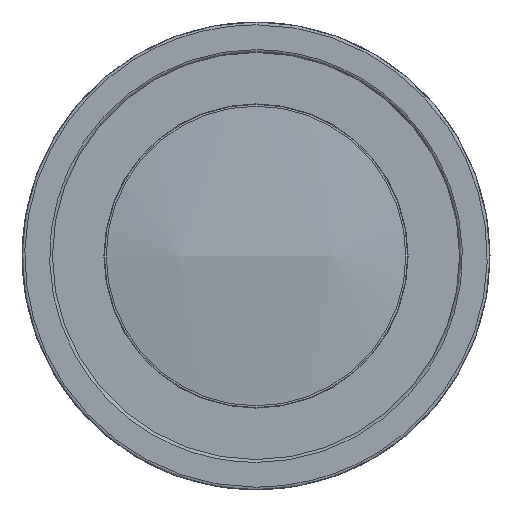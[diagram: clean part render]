
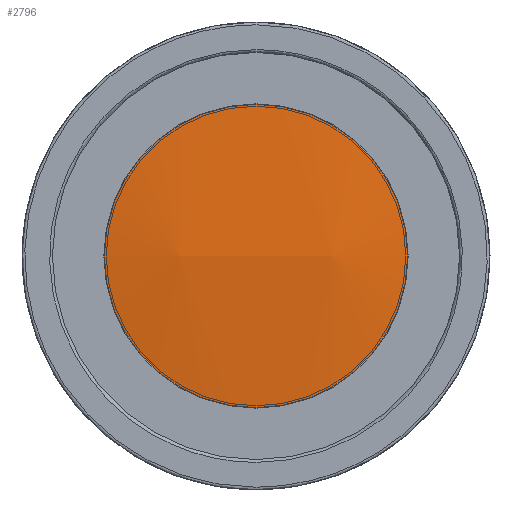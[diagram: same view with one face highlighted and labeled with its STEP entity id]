
A CAD part, left-side view. The second image highlights one B-rep face of the part: STEP entity #2796.
In plain terms, the highlighted spherical face has radius 103.036 mm.
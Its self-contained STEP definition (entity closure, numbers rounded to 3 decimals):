
#818 = CARTESIAN_POINT ( 'NONE',  ( 295.411, 0., 0. ) ) ;
#976 = EDGE_LOOP ( 'NONE', ( #5132 ) ) ;
#2092 = DIRECTION ( 'NONE',  ( 0., 1., 0. ) ) ;
#2187 = CARTESIAN_POINT ( 'NONE',  ( 397.157, 0., 0. ) ) ;
#2296 = CIRCLE ( 'NONE', #3898, 16.251 ) ;
#2585 = VERTEX_POINT ( 'NONE', #4376 ) ;
#2796 = ADVANCED_FACE ( 'NONE', ( #4508 ), #5056, .T. ) ;
#2816 = EDGE_CURVE ( 'NONE', #2585, #2585, #2296, .T. ) ;
#3593 = DIRECTION ( 'NONE',  ( 0., 0., -1. ) ) ;
#3898 = AXIS2_PLACEMENT_3D ( 'NONE', #818, #4228, #5147 ) ;
#4228 = DIRECTION ( 'NONE',  ( -1., 0., 0. ) ) ;
#4376 = CARTESIAN_POINT ( 'NONE',  ( 295.411, 0., 16.251 ) ) ;
#4508 = FACE_OUTER_BOUND ( 'NONE', #976, .T. ) ;
#4987 = AXIS2_PLACEMENT_3D ( 'NONE', #2187, #3593, #2092 ) ;
#5056 = SPHERICAL_SURFACE ( 'NONE', #4987, 103.036 ) ;
#5132 = ORIENTED_EDGE ( 'NONE', *, *, #2816, .T. ) ;
#5147 = DIRECTION ( 'NONE',  ( 0., 0., 1. ) ) ;
